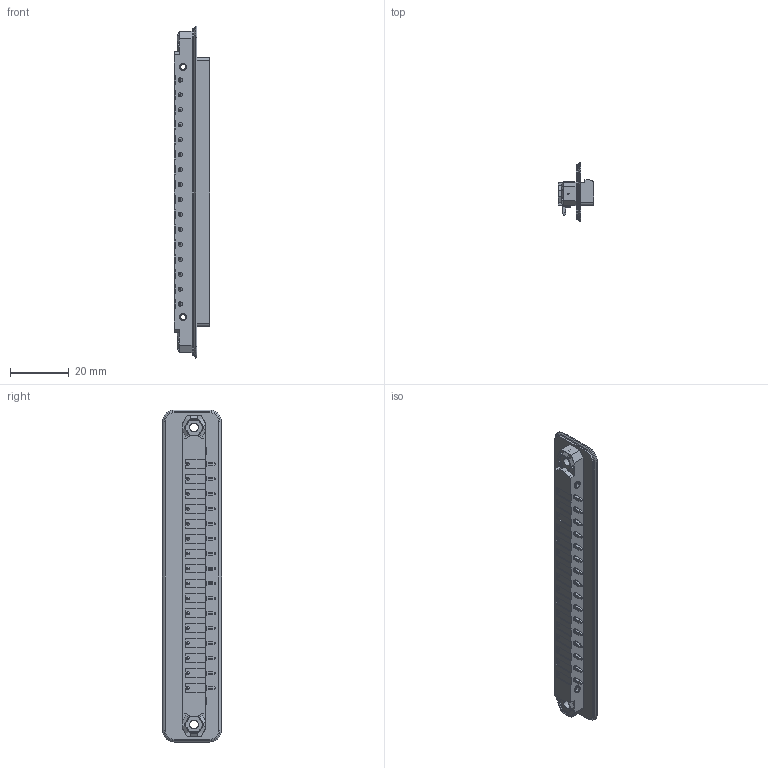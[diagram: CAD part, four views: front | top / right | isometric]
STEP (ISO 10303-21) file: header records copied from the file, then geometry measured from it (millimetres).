
FILE_DESCRIPTION(('STEP AP214'),'1');
FILE_NAME('1899126.stp','2016-07-05T05:32:19',('TraceParts'),('TraceParts S.A.'),'Spatial InterOp 3D',' ',' ');
FILE_SCHEMA(('automotive_design'));
Length unit declared in the file: millimetre
Products named in the file (1): dfk-mstba_2.5-16-gf-5.08|1#dfk-mstba_2.5-16-gf-5.08;dfk-mstba_2.5-16-gf-5.08
Bounding box: 12 x 20.07 x 112.91 mm (x, y, z)
Volume: 6937.4 mm3; surface area: 9778.2 mm2
Topology: 1 solids, 1 shells, 1535 faces, 3430 edges, 2020 vertices
Faces by surface type: plane 1246, cylinder 165, sphere 64, cone 40, torus 20
Entity records: 54042 total; most frequent: CARTESIAN_POINT 7370, DIRECTION 7288, ORIENTED_EDGE 6860, EDGE_CURVE 3430, LINE 2580, VECTOR 2580, AXIS2_PLACEMENT_3D 2354, VERTEX_POINT 2020
